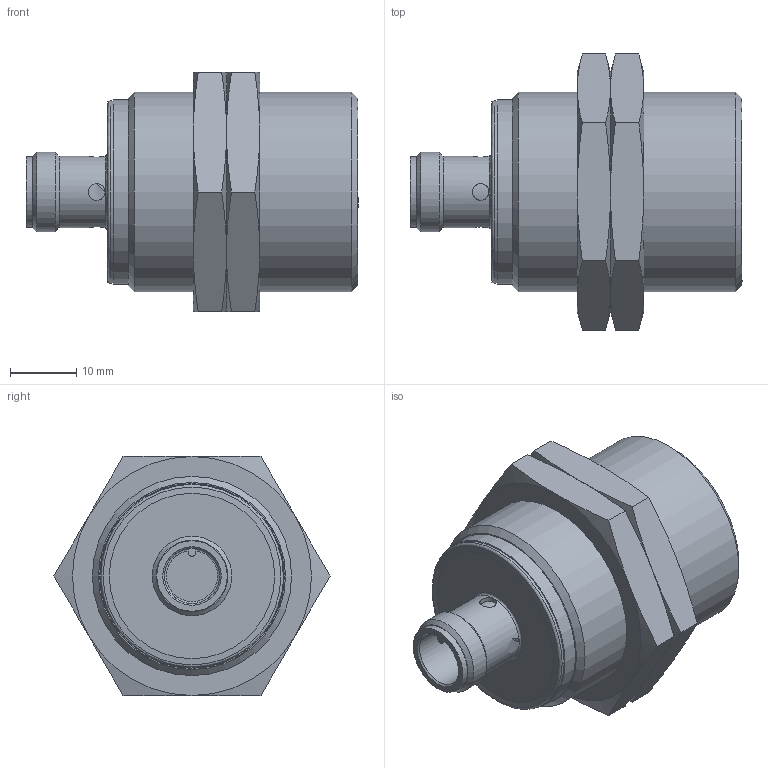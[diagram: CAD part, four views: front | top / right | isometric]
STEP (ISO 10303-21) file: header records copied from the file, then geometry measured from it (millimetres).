
FILE_DESCRIPTION (( 'STEP AP203' ), '1' );
FILE_NAME ('PTW2-AP-3H.step', '2021-01-22T22:39:31', ( 'ADC123' ), ( 'Microsoft' ), 'SwSTEP 2.0', 'SolidWorks 2019', '' );
FILE_SCHEMA (( 'CONFIG_CONTROL_DESIGN' ));
Length unit declared in the file: inch
Products named in the file (1): PTW2-AP-3H
Bounding box: 50 x 41.57 x 36 mm (x, y, z)
Volume: 31733.2 mm3; surface area: 9451.8 mm2
Topology: 3 solids, 3 shells, 86 faces, 186 edges, 112 vertices
Faces by surface type: cone 34, plane 27, cylinder 20, bspline 5
Full cylindrical faces by diameter (mm): 2.5 x4, 8.3 x1, 10.6 x1, 10.8 x1, 12 x1, 27.29 x1, 27.5 x1, 27.66 x1, 27.8 x1, 28.376 x2, 30 x1
Entity records: 2738 total; most frequent: CARTESIAN_POINT 1094, DIRECTION 308, ORIENTED_EDGE 286, AXIS2_PLACEMENT_3D 144, EDGE_CURVE 143, EDGE_LOOP 125, FACE_OUTER_BOUND 105, VERTEX_POINT 98
